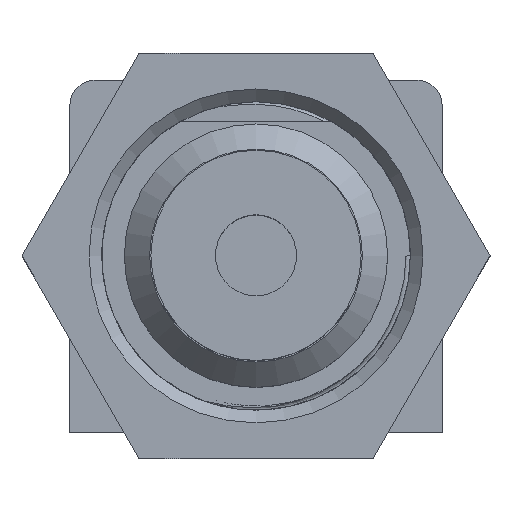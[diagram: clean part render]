
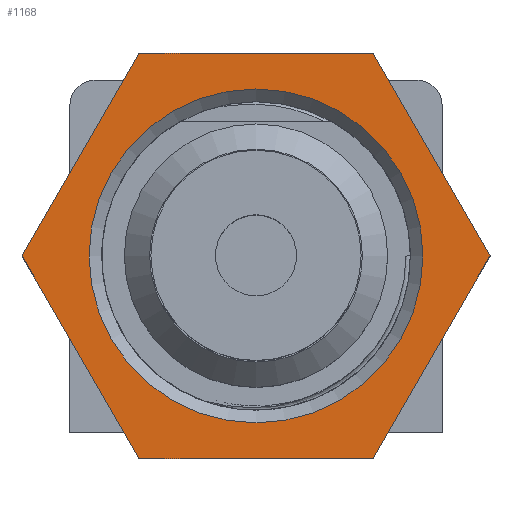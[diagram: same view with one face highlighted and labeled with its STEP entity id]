
A CAD part, top view. The second image highlights one B-rep face of the part: STEP entity #1168.
In plain terms, the highlighted planar face has unit normal (0, 0, 1).
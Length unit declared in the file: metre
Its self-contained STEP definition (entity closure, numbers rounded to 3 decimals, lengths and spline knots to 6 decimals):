
#102=PLANE('',#1359);
#157=LINE('',#8666,#226);
#161=LINE('',#8674,#230);
#164=LINE('',#8680,#233);
#167=LINE('',#8686,#236);
#170=LINE('',#8692,#239);
#172=LINE('',#8695,#241);
#226=VECTOR('',#1558,1.);
#230=VECTOR('',#1564,1.);
#233=VECTOR('',#1569,1.);
#236=VECTOR('',#1574,1.);
#239=VECTOR('',#1579,1.);
#241=VECTOR('',#1583,1.);
#268=CIRCLE('',#1360,0.00659);
#572=ORIENTED_EDGE('',*,*,#748,.T.);
#573=ORIENTED_EDGE('',*,*,#730,.F.);
#574=ORIENTED_EDGE('',*,*,#734,.F.);
#575=ORIENTED_EDGE('',*,*,#737,.F.);
#576=ORIENTED_EDGE('',*,*,#740,.F.);
#577=ORIENTED_EDGE('',*,*,#743,.F.);
#578=ORIENTED_EDGE('',*,*,#745,.F.);
#730=EDGE_CURVE('',#849,#850,#157,.T.);
#734=EDGE_CURVE('',#852,#849,#161,.T.);
#737=EDGE_CURVE('',#854,#852,#164,.T.);
#740=EDGE_CURVE('',#856,#854,#167,.T.);
#743=EDGE_CURVE('',#858,#856,#170,.T.);
#745=EDGE_CURVE('',#850,#858,#172,.T.);
#748=EDGE_CURVE('',#861,#861,#268,.F.);
#849=VERTEX_POINT('',#8665);
#850=VERTEX_POINT('',#8667);
#852=VERTEX_POINT('',#8673);
#854=VERTEX_POINT('',#8679);
#856=VERTEX_POINT('',#8685);
#858=VERTEX_POINT('',#8691);
#861=VERTEX_POINT('',#8703);
#977=EDGE_LOOP('',(#572));
#978=EDGE_LOOP('',(#573,#574,#575,#576,#577,#578));
#1068=FACE_BOUND('',#977,.T.);
#1069=FACE_BOUND('',#978,.T.);
#1168=ADVANCED_FACE('',(#1068,#1069),#102,.T.);
#1359=AXIS2_PLACEMENT_3D('',#8701,#1590,#1591);
#1360=AXIS2_PLACEMENT_3D('',#8702,#1592,#1593);
#1558=DIRECTION('',(0.5,-0.866,0.));
#1564=DIRECTION('',(1.,0.,0.));
#1569=DIRECTION('',(0.5,0.866,0.));
#1574=DIRECTION('',(-0.5,0.866,0.));
#1579=DIRECTION('',(-1.,0.,0.));
#1583=DIRECTION('',(-0.5,-0.866,0.));
#1590=DIRECTION('',(0.,0.,1.));
#1591=DIRECTION('',(1.,0.,0.));
#1592=DIRECTION('',(0.,0.,1.));
#1593=DIRECTION('',(1.,0.,0.));
#8665=CARTESIAN_POINT('',(0.010295,0.008259,0.0219));
#8666=CARTESIAN_POINT('',(0.012604,0.004259,0.0219));
#8667=CARTESIAN_POINT('',(0.014914,0.000259,0.0219));
#8673=CARTESIAN_POINT('',(0.001057,0.008259,0.0219));
#8674=CARTESIAN_POINT('',(0.005676,0.008259,0.0219));
#8679=CARTESIAN_POINT('',(-0.003561,0.000259,0.0219));
#8680=CARTESIAN_POINT('',(-0.001252,0.004259,0.0219));
#8685=CARTESIAN_POINT('',(0.001057,-0.007741,0.0219));
#8686=CARTESIAN_POINT('',(-0.001252,-0.003741,0.0219));
#8691=CARTESIAN_POINT('',(0.010295,-0.007741,0.0219));
#8692=CARTESIAN_POINT('',(0.005676,-0.007741,0.0219));
#8695=CARTESIAN_POINT('',(0.012604,-0.003741,0.0219));
#8701=CARTESIAN_POINT('',(0.005676,0.000259,0.0219));
#8702=CARTESIAN_POINT('',(0.005676,0.000259,0.0219));
#8703=CARTESIAN_POINT('',(0.012266,0.000259,0.0219));
